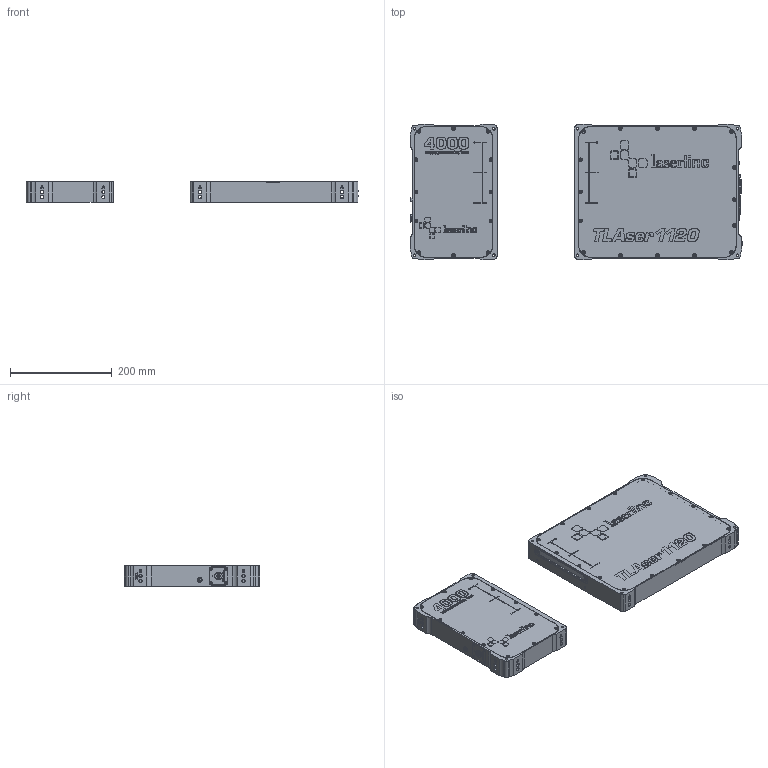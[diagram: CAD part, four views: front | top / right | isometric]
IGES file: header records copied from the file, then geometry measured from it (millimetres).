
Start section: SolidWorks IGES file using analytic representation for surfaces
Global section: file name: 01120-01 TLAser1120s Single-Axis Micrometer.IGS; native system: SolidWorks 2014; preprocessor: SolidWorks 2014; author: Mark; date: 141002.115105; units: inch
Bounding box: 654.05 x 266.7 x 40.44 mm (x, y, z)
Surface area: 428393.3 mm2 (no closed solid volume)
Topology: 0 solids, 0 shells, 1948 faces, 32378 edges, 32316 vertices
Faces by surface type: bspline 1308, revolution 640
